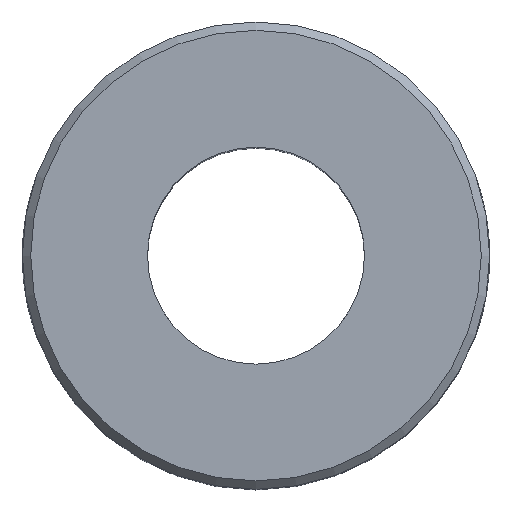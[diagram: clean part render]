
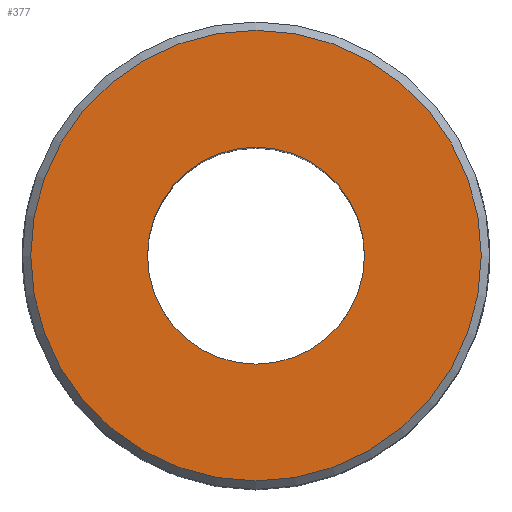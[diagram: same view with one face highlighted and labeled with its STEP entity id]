
A CAD part, top view. The second image highlights one B-rep face of the part: STEP entity #377.
In plain terms, the highlighted planar face has unit normal (0, 0, 1).
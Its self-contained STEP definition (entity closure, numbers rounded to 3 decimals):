
#36=FACE_BOUND('',#81,.T.);
#43=PLANE('',#423);
#56=FACE_OUTER_BOUND('',#80,.T.);
#80=EDGE_LOOP('',(#291));
#81=EDGE_LOOP('',(#292));
#142=CIRCLE('',#419,6.75);
#145=CIRCLE('',#424,3.25);
#162=VERTEX_POINT('',#577);
#181=VERTEX_POINT('',#702);
#202=EDGE_CURVE('',#162,#162,#142,.T.);
#224=EDGE_CURVE('',#181,#181,#145,.T.);
#291=ORIENTED_EDGE('',*,*,#202,.F.);
#292=ORIENTED_EDGE('',*,*,#224,.T.);
#377=ADVANCED_FACE('',(#56,#36),#43,.T.);
#419=AXIS2_PLACEMENT_3D('',#578,#480,#481);
#423=AXIS2_PLACEMENT_3D('',#701,#497,#498);
#424=AXIS2_PLACEMENT_3D('',#703,#499,#500);
#480=DIRECTION('center_axis',(0.,0.,-1.));
#481=DIRECTION('ref_axis',(1.,0.,0.));
#497=DIRECTION('center_axis',(0.,0.,1.));
#498=DIRECTION('ref_axis',(1.,0.,0.));
#499=DIRECTION('center_axis',(0.,0.,-1.));
#500=DIRECTION('ref_axis',(1.,0.,0.));
#577=CARTESIAN_POINT('',(-6.75,0.,18.5));
#578=CARTESIAN_POINT('Origin',(0.,0.,18.5));
#701=CARTESIAN_POINT('Origin',(0.,0.,18.5));
#702=CARTESIAN_POINT('',(-3.25,0.,18.5));
#703=CARTESIAN_POINT('Origin',(0.,0.,18.5));
